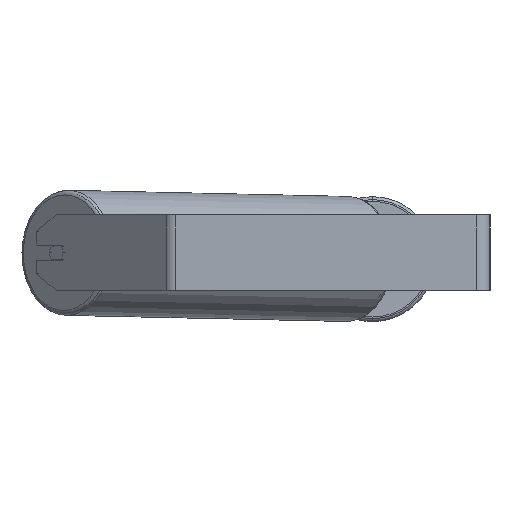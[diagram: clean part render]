
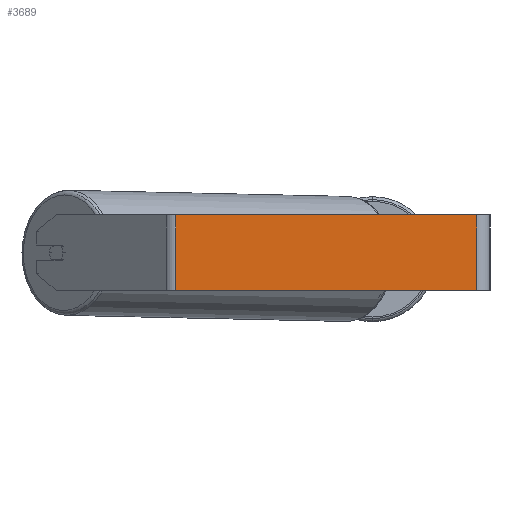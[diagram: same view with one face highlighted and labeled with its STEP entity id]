
A CAD part, left-side view. The second image highlights one B-rep face of the part: STEP entity #3689.
In plain terms, the highlighted planar face has unit normal (-1, 0, 0).
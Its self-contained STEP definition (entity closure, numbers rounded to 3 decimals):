
#42 = CARTESIAN_POINT ( 'NONE',  ( -700., 334.153, 40. ) ) ;
#410 = AXIS2_PLACEMENT_3D ( 'NONE', #8763, #1456, #2672 ) ;
#679 = ORIENTED_EDGE ( 'NONE', *, *, #5148, .F. ) ;
#700 = PLANE ( 'NONE',  #410 ) ;
#996 = CARTESIAN_POINT ( 'NONE',  ( -700., 334.153, 40. ) ) ;
#1289 = DIRECTION ( 'NONE',  ( 0., 0., -1. ) ) ;
#1456 = DIRECTION ( 'NONE',  ( 1., 0., 0. ) ) ;
#1537 = EDGE_LOOP ( 'NONE', ( #4116, #1941, #679, #5829 ) ) ;
#1941 = ORIENTED_EDGE ( 'NONE', *, *, #3231, .F. ) ;
#2217 = VERTEX_POINT ( 'NONE', #42 ) ;
#2433 = DIRECTION ( 'NONE',  ( 0., -1., 0. ) ) ;
#2552 = CARTESIAN_POINT ( 'NONE',  ( -700., 14., 40. ) ) ;
#2672 = DIRECTION ( 'NONE',  ( 0., 0., -1. ) ) ;
#2880 = DIRECTION ( 'NONE',  ( 0., 0., -1. ) ) ;
#3231 = EDGE_CURVE ( 'NONE', #7172, #8392, #7931, .T. ) ;
#3493 = EDGE_CURVE ( 'NONE', #8530, #8392, #8725, .T. ) ;
#3689 = ADVANCED_FACE ( 'NONE', ( #6061 ), #700, .F. ) ;
#3784 = CARTESIAN_POINT ( 'NONE',  ( -700., 339.952, -40. ) ) ;
#4116 = ORIENTED_EDGE ( 'NONE', *, *, #3493, .T. ) ;
#4118 = EDGE_CURVE ( 'NONE', #2217, #8530, #6923, .T. ) ;
#4346 = LINE ( 'NONE', #8522, #8354 ) ;
#4513 = CARTESIAN_POINT ( 'NONE',  ( -700., 14., 40. ) ) ;
#5148 = EDGE_CURVE ( 'NONE', #2217, #7172, #4346, .T. ) ;
#5460 = CARTESIAN_POINT ( 'NONE',  ( -700., 14., -40. ) ) ;
#5523 = VECTOR ( 'NONE', #1289, 1000. ) ;
#5829 = ORIENTED_EDGE ( 'NONE', *, *, #4118, .T. ) ;
#6020 = DIRECTION ( 'NONE',  ( 0., -1., 0. ) ) ;
#6061 = FACE_OUTER_BOUND ( 'NONE', #1537, .T. ) ;
#6723 = CARTESIAN_POINT ( 'NONE',  ( -700., 334.153, -40. ) ) ;
#6923 = LINE ( 'NONE', #996, #7059 ) ;
#7059 = VECTOR ( 'NONE', #2880, 1000. ) ;
#7172 = VERTEX_POINT ( 'NONE', #2552 ) ;
#7931 = LINE ( 'NONE', #4513, #5523 ) ;
#8354 = VECTOR ( 'NONE', #2433, 1000. ) ;
#8392 = VERTEX_POINT ( 'NONE', #5460 ) ;
#8522 = CARTESIAN_POINT ( 'NONE',  ( -700., 339.952, 40. ) ) ;
#8530 = VERTEX_POINT ( 'NONE', #6723 ) ;
#8648 = VECTOR ( 'NONE', #6020, 1000. ) ;
#8725 = LINE ( 'NONE', #3784, #8648 ) ;
#8763 = CARTESIAN_POINT ( 'NONE',  ( -700., 339.952, 40. ) ) ;
